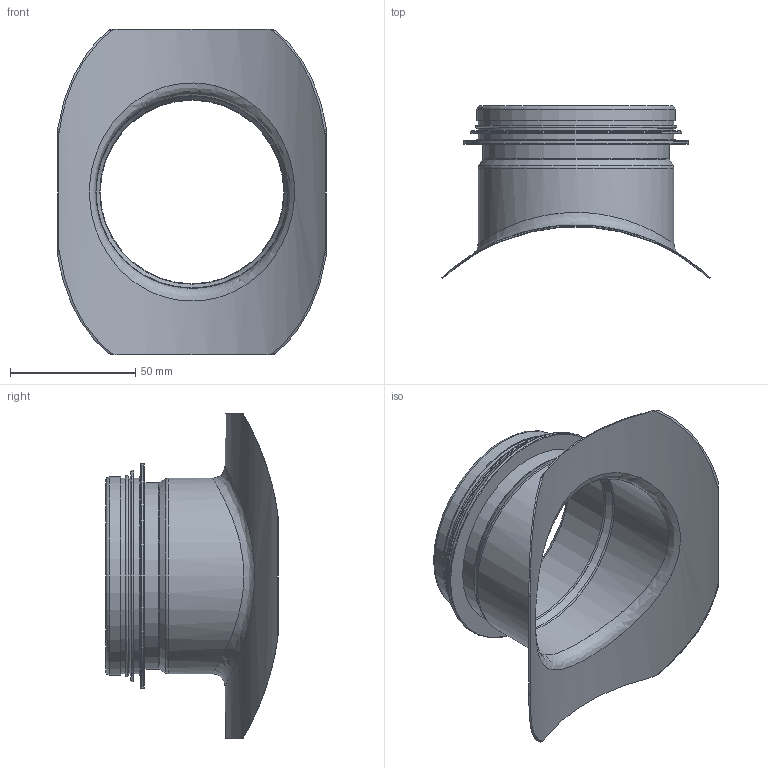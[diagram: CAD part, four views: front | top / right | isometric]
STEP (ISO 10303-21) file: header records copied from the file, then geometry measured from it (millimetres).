
FILE_DESCRIPTION((''),'2;1');
FILE_NAME('HPS_160-80.stp','2014-02-24T07:52:59',(''),(''),'Autodesk Inventor 2013','Autodesk Inventor 2013','');
FILE_SCHEMA(('AUTOMOTIVE_DESIGN { 1 2 10303 214 0 1 1 1 }'));
Length unit declared in the file: millimetre
Products named in the file (3): HPS_160-80; HPSRörämne_160-80; 999002
Assembly tree (2 placements, depth 2):
  HPS_160-80
    HPSRörämne_160-80
    999002
Bounding box: 107 x 68.94 x 130 mm (x, y, z)
Volume: 20084.4 mm3; surface area: 59008.7 mm2
Topology: 2 solids, 2 shells, 50 faces, 106 edges, 64 vertices
Faces by surface type: cylinder 22, torus 12, plane 10, cone 4, bspline 2
Full cylindrical faces by diameter (mm): 73.25 x1, 74.25 x1, 75.45 x1, 77.05 x1, 78.05 x5, 79.05 x1, 84.45 x1, 89.45 x1
Entity records: 1823 total; most frequent: CARTESIAN_POINT 722, DIRECTION 204, ORIENTED_EDGE 154, AXIS2_PLACEMENT_3D 96, EDGE_LOOP 86, EDGE_CURVE 77, VERTEX_POINT 63, STYLED_ITEM 52
